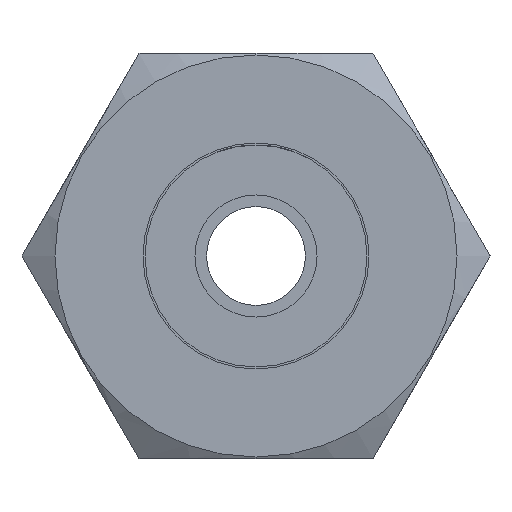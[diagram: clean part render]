
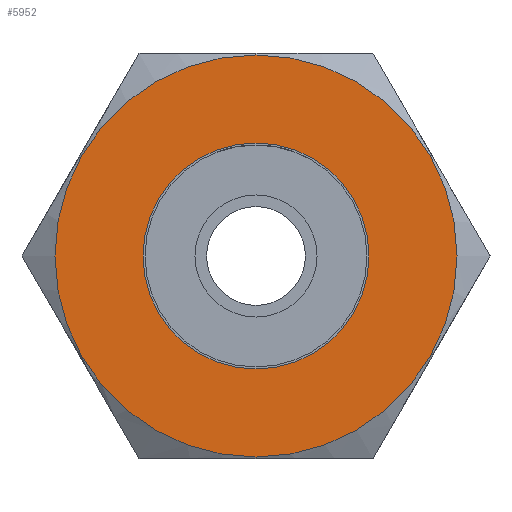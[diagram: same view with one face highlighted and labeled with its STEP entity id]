
A CAD part, left-side view. The second image highlights one B-rep face of the part: STEP entity #5952.
In plain terms, the highlighted planar face has unit normal (-1, 0, 0).
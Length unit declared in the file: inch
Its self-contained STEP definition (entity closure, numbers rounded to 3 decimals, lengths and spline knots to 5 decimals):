
#65 = CIRCLE ( 'NONE', #12727, 0.62 ) ;
#80 = AXIS2_PLACEMENT_3D ( 'NONE', #4208, #11749, #8760 ) ;
#658 = VERTEX_POINT ( 'NONE', #5018 ) ;
#676 = EDGE_CURVE ( 'NONE', #6640, #658, #15282, .T. ) ;
#764 = DIRECTION ( 'NONE',  ( -1., 0., 0. ) ) ;
#1183 = AXIS2_PLACEMENT_3D ( 'NONE', #3255, #4785, #18496 ) ;
#1245 = EDGE_LOOP ( 'NONE', ( #18761, #2422 ) ) ;
#1630 = DIRECTION ( 'NONE',  ( 1., 0., 0. ) ) ;
#2085 = AXIS2_PLACEMENT_3D ( 'NONE', #18844, #764, #12887 ) ;
#2169 = PLANE ( 'NONE',  #2085 ) ;
#2408 = EDGE_LOOP ( 'NONE', ( #17709, #15994 ) ) ;
#2422 = ORIENTED_EDGE ( 'NONE', *, *, #17399, .F. ) ;
#2999 = AXIS2_PLACEMENT_3D ( 'NONE', #17049, #3414, #9705 ) ;
#3255 = CARTESIAN_POINT ( 'NONE',  ( -1.13, 0., 0. ) ) ;
#3414 = DIRECTION ( 'NONE',  ( 1., 0., 0. ) ) ;
#3429 = CARTESIAN_POINT ( 'NONE',  ( -1.13, 0., 0.3485 ) ) ;
#3897 = FACE_BOUND ( 'NONE', #2408, .T. ) ;
#4208 = CARTESIAN_POINT ( 'NONE',  ( -1.13, 0., 0. ) ) ;
#4785 = DIRECTION ( 'NONE',  ( 1., 0., 0. ) ) ;
#4806 = CIRCLE ( 'NONE', #1183, 0.62 ) ;
#5018 = CARTESIAN_POINT ( 'NONE',  ( -1.13, 0., -0.3485 ) ) ;
#5952 = ADVANCED_FACE ( 'NONE', ( #3897, #10987 ), #2169, .T. ) ;
#6640 = VERTEX_POINT ( 'NONE', #3429 ) ;
#7599 = EDGE_CURVE ( 'NONE', #14088, #8689, #4806, .T. ) ;
#8689 = VERTEX_POINT ( 'NONE', #10479 ) ;
#8760 = DIRECTION ( 'NONE',  ( 0., 0., -1. ) ) ;
#9705 = DIRECTION ( 'NONE',  ( 0., 0., -1. ) ) ;
#10479 = CARTESIAN_POINT ( 'NONE',  ( -1.13, 0., 0.62 ) ) ;
#10987 = FACE_OUTER_BOUND ( 'NONE', #1245, .T. ) ;
#11749 = DIRECTION ( 'NONE',  ( 1., 0., 0. ) ) ;
#12727 = AXIS2_PLACEMENT_3D ( 'NONE', #18197, #1630, #15187 ) ;
#12887 = DIRECTION ( 'NONE',  ( 0., 0., 1. ) ) ;
#12894 = CIRCLE ( 'NONE', #80, 0.3485 ) ;
#14088 = VERTEX_POINT ( 'NONE', #14353 ) ;
#14353 = CARTESIAN_POINT ( 'NONE',  ( -1.13, 0., -0.62 ) ) ;
#15187 = DIRECTION ( 'NONE',  ( 0., 0., -1. ) ) ;
#15282 = CIRCLE ( 'NONE', #2999, 0.3485 ) ;
#15994 = ORIENTED_EDGE ( 'NONE', *, *, #676, .T. ) ;
#17049 = CARTESIAN_POINT ( 'NONE',  ( -1.13, 0., 0. ) ) ;
#17399 = EDGE_CURVE ( 'NONE', #8689, #14088, #65, .T. ) ;
#17661 = EDGE_CURVE ( 'NONE', #658, #6640, #12894, .T. ) ;
#17709 = ORIENTED_EDGE ( 'NONE', *, *, #17661, .T. ) ;
#18197 = CARTESIAN_POINT ( 'NONE',  ( -1.13, 0., 0. ) ) ;
#18496 = DIRECTION ( 'NONE',  ( 0., 0., -1. ) ) ;
#18761 = ORIENTED_EDGE ( 'NONE', *, *, #7599, .F. ) ;
#18844 = CARTESIAN_POINT ( 'NONE',  ( -1.13, 0.3485, 0. ) ) ;
